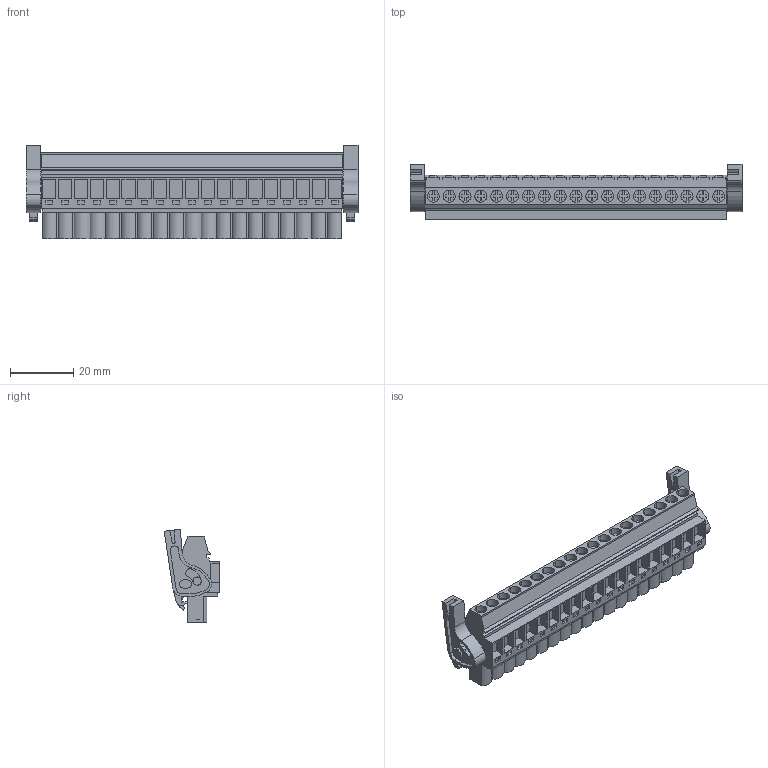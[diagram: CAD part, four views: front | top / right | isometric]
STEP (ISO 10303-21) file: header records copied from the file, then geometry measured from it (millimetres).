
FILE_DESCRIPTION(('CATIA V5 STEP Exchange','CAx-IF Rec.Pracs.--- Model Styling and Organization---1.2---2011-12-15'),'2;1');
FILE_NAME ('D1460507_0_1961020000_1961020000.stp','2017-09-20T17:36:12+00:00',('none'),('Weidmueller'),'CATIA Version 5-6 Release 2014','CATIA V5 STEP AP214','none');
FILE_SCHEMA(('AUTOMOTIVE_DESIGN { 1 0 10303 214 1 1 1 1 }'));
Length unit declared in the file: millimetre
Products named in the file (1): 1961020000
Bounding box: 104.7 x 17.52 x 29.42 mm (x, y, z)
Volume: 22319.1 mm3; surface area: 14588.3 mm2
Topology: 22 solids, 22 shells, 1418 faces, 3966 edges, 2678 vertices
Faces by surface type: plane 1217, cylinder 169, extrusion 32
Entity records: 42334 total; most frequent: CARTESIAN_POINT 7952, ORIENTED_EDGE 7932, DIRECTION 5632, EDGE_CURVE 3966, VECTOR 3496, LINE 3464, VERTEX_POINT 2678, EDGE_LOOP 1513
